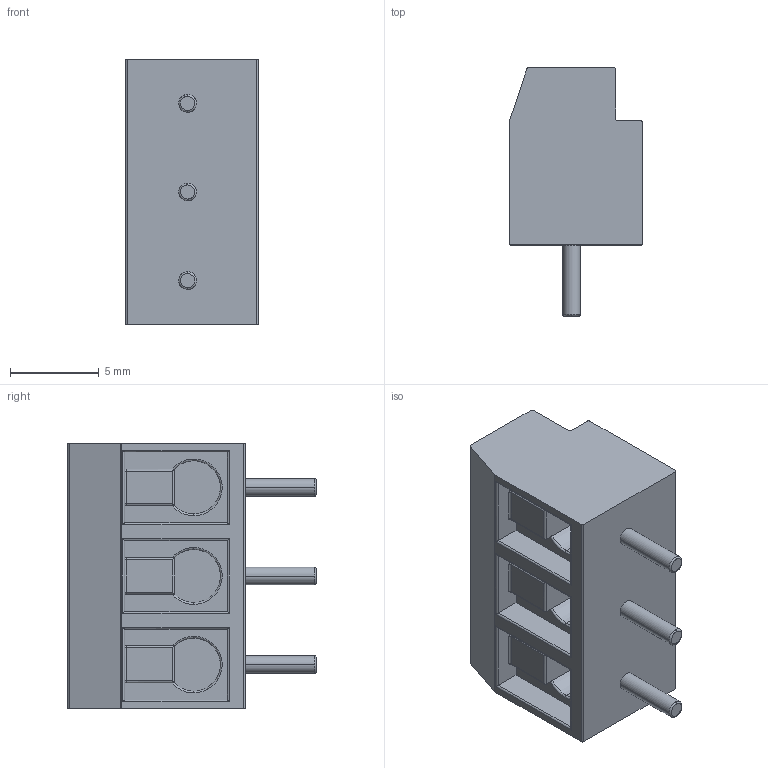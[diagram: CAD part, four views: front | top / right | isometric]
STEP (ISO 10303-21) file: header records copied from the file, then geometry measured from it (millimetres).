
FILE_DESCRIPTION (( 'STEP AP214' ), '1' );
FILE_NAME ('SW3dPS-KRM3.STEP', '2009-10-23T07:57:47', ( 'sysAdmin' ), ( 'SolidWorks' ), 'SwSTEP 2.0', 'SolidWorks 2009', '' );
FILE_SCHEMA (( 'AUTOMOTIVE_DESIGN' ));
Length unit declared in the file: millimetre
Products named in the file (2): SW3dPS-KRM3; SW3dPS-KRM3_krm4
Assembly tree (1 placements, depth 2):
  SW3dPS-KRM3
    SW3dPS-KRM3_krm4
Bounding box: 7.5 x 14 x 15 mm (x, y, z)
Volume: 818.2 mm3; surface area: 1186.8 mm2
Topology: 4 solids, 4 shells, 153 faces, 365 edges, 229 vertices
Faces by surface type: plane 63, cylinder 58, torus 32
Entity records: 5537 total; most frequent: CARTESIAN_POINT 1351, ORIENTED_EDGE 730, DIRECTION 728, EDGE_CURVE 365, AXIS2_PLACEMENT_3D 275, VERTEX_POINT 229, VECTOR 178, LINE 178
